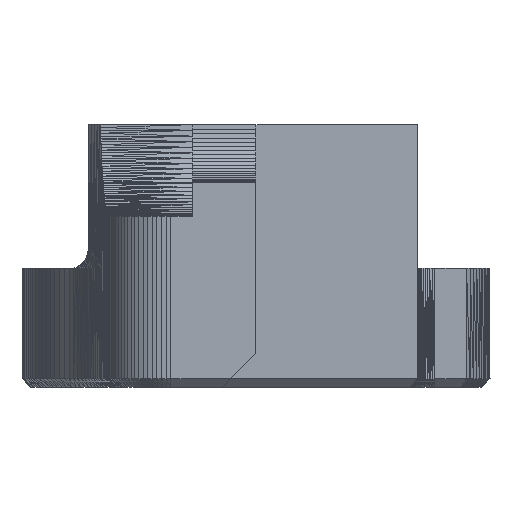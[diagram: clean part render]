
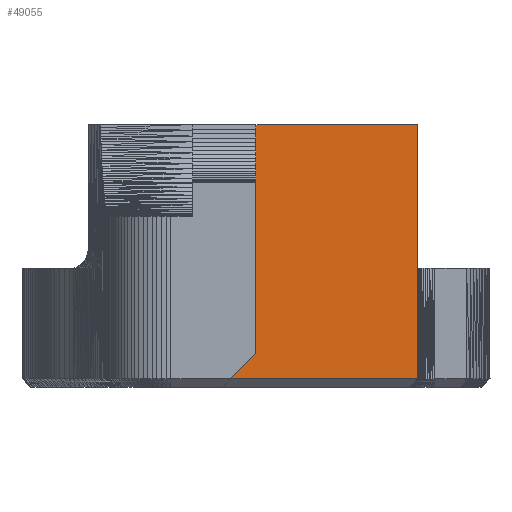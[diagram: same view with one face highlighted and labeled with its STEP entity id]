
A CAD part, left-side view. The second image highlights one B-rep face of the part: STEP entity #49055.
In plain terms, the highlighted planar face has unit normal (-1, 0, 0).
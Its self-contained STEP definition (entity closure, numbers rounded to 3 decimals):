
#44 = PLANE('',#45);
#45 = AXIS2_PLACEMENT_3D('',#46,#47,#48);
#46 = CARTESIAN_POINT('',(108.083,76.354,6.204
    ));
#47 = DIRECTION('',(-0.,-1.,-0.));
#48 = DIRECTION('',(0.,0.,-1.));
#72 = PLANE('',#73);
#73 = AXIS2_PLACEMENT_3D('',#74,#75,#76);
#74 = CARTESIAN_POINT('',(115.72,76.236,
    12.35));
#75 = DIRECTION('',(0.,0.,1.));
#76 = DIRECTION('',(1.,0.,-0.));
#7130 = PLANE('',#7131);
#7131 = AXIS2_PLACEMENT_3D('',#7132,#7133,#7134);
#7132 = CARTESIAN_POINT('',(113.731,73.354,
    0.2));
#7133 = DIRECTION('',(-0.707,0.,-0.707
    ));
#7134 = DIRECTION('',(0.707,0.,-0.707));
#15014 = PLANE('',#15015);
#15015 = AXIS2_PLACEMENT_3D('',#15016,#15017,#15018);
#15016 = CARTESIAN_POINT('',(116.385,68.754,
    6.115));
#15017 = DIRECTION('',(-0.,-1.,-0.));
#15018 = DIRECTION('',(0.,0.,-1.));
#48690 = VERTEX_POINT('',#48691);
#48691 = CARTESIAN_POINT('',(113.531,77.554,
    0.4));
#48728 = PLANE('',#48729);
#48729 = AXIS2_PLACEMENT_3D('',#48730,#48731,#48732);
#48730 = CARTESIAN_POINT('',(107.531,76.954,
    1.));
#48731 = DIRECTION('',(-0.,-0.707,-0.707));
#48732 = DIRECTION('',(0.,-0.707,0.707));
#49007 = EDGE_CURVE('',#48690,#49008,#49010,.T.);
#49008 = VERTEX_POINT('',#49009);
#49009 = CARTESIAN_POINT('',(113.531,76.354,
    1.6));
#49010 = SURFACE_CURVE('',#49011,(#49015,#49022),.PCURVE_S1.);
#49011 = LINE('',#49012,#49013);
#49012 = CARTESIAN_POINT('',(113.531,77.554,
    0.4));
#49013 = VECTOR('',#49014,1.);
#49014 = DIRECTION('',(0.,-0.707,0.707));
#49015 = PCURVE('',#48728,#49016);
#49016 = DEFINITIONAL_REPRESENTATION('',(#49017),#49021);
#49017 = LINE('',#49018,#49019);
#49018 = CARTESIAN_POINT('',(-0.849,-6.));
#49019 = VECTOR('',#49020,1.);
#49020 = DIRECTION('',(1.,0.));
#49021 = ( GEOMETRIC_REPRESENTATION_CONTEXT(2) 
PARAMETRIC_REPRESENTATION_CONTEXT() REPRESENTATION_CONTEXT('2D SPACE',''
  ) );
#49022 = PCURVE('',#49023,#49028);
#49023 = PLANE('',#49024);
#49024 = AXIS2_PLACEMENT_3D('',#49025,#49026,#49027);
#49025 = CARTESIAN_POINT('',(113.531,72.754,
    6.134));
#49026 = DIRECTION('',(-1.,-0.,-0.));
#49027 = DIRECTION('',(0.,0.,-1.));
#49028 = DEFINITIONAL_REPRESENTATION('',(#49029),#49033);
#49029 = LINE('',#49030,#49031);
#49030 = CARTESIAN_POINT('',(5.734,-4.799));
#49031 = VECTOR('',#49032,1.);
#49032 = DIRECTION('',(-0.707,0.707));
#49033 = ( GEOMETRIC_REPRESENTATION_CONTEXT(2) 
PARAMETRIC_REPRESENTATION_CONTEXT() REPRESENTATION_CONTEXT('2D SPACE',''
  ) );
#49055 = ADVANCED_FACE('',(#49056),#49023,.T.);
#49056 = FACE_BOUND('',#49057,.T.);
#49057 = EDGE_LOOP('',(#49058,#49083,#49106,#49127,#49128));
#49058 = ORIENTED_EDGE('',*,*,#49059,.T.);
#49059 = EDGE_CURVE('',#49060,#49062,#49064,.T.);
#49060 = VERTEX_POINT('',#49061);
#49061 = CARTESIAN_POINT('',(113.531,68.754,
    0.4));
#49062 = VERTEX_POINT('',#49063);
#49063 = CARTESIAN_POINT('',(113.531,68.754,
    12.35));
#49064 = SURFACE_CURVE('',#49065,(#49069,#49076),.PCURVE_S1.);
#49065 = LINE('',#49066,#49067);
#49066 = CARTESIAN_POINT('',(113.531,68.754,
    0.4));
#49067 = VECTOR('',#49068,1.);
#49068 = DIRECTION('',(0.,0.,1.));
#49069 = PCURVE('',#49023,#49070);
#49070 = DEFINITIONAL_REPRESENTATION('',(#49071),#49075);
#49071 = LINE('',#49072,#49073);
#49072 = CARTESIAN_POINT('',(5.734,4.001));
#49073 = VECTOR('',#49074,1.);
#49074 = DIRECTION('',(-1.,0.));
#49075 = ( GEOMETRIC_REPRESENTATION_CONTEXT(2) 
PARAMETRIC_REPRESENTATION_CONTEXT() REPRESENTATION_CONTEXT('2D SPACE',''
  ) );
#49076 = PCURVE('',#15014,#49077);
#49077 = DEFINITIONAL_REPRESENTATION('',(#49078),#49082);
#49078 = LINE('',#49079,#49080);
#49079 = CARTESIAN_POINT('',(5.715,-2.854));
#49080 = VECTOR('',#49081,1.);
#49081 = DIRECTION('',(-1.,0.));
#49082 = ( GEOMETRIC_REPRESENTATION_CONTEXT(2) 
PARAMETRIC_REPRESENTATION_CONTEXT() REPRESENTATION_CONTEXT('2D SPACE',''
  ) );
#49083 = ORIENTED_EDGE('',*,*,#49084,.T.);
#49084 = EDGE_CURVE('',#49062,#49085,#49087,.T.);
#49085 = VERTEX_POINT('',#49086);
#49086 = CARTESIAN_POINT('',(113.531,76.354,
    12.35));
#49087 = SURFACE_CURVE('',#49088,(#49092,#49099),.PCURVE_S1.);
#49088 = LINE('',#49089,#49090);
#49089 = CARTESIAN_POINT('',(113.531,68.754,
    12.35));
#49090 = VECTOR('',#49091,1.);
#49091 = DIRECTION('',(0.,1.,0.));
#49092 = PCURVE('',#49023,#49093);
#49093 = DEFINITIONAL_REPRESENTATION('',(#49094),#49098);
#49094 = LINE('',#49095,#49096);
#49095 = CARTESIAN_POINT('',(-6.216,4.001));
#49096 = VECTOR('',#49097,1.);
#49097 = DIRECTION('',(0.,-1.));
#49098 = ( GEOMETRIC_REPRESENTATION_CONTEXT(2) 
PARAMETRIC_REPRESENTATION_CONTEXT() REPRESENTATION_CONTEXT('2D SPACE',''
  ) );
#49099 = PCURVE('',#72,#49100);
#49100 = DEFINITIONAL_REPRESENTATION('',(#49101),#49105);
#49101 = LINE('',#49102,#49103);
#49102 = CARTESIAN_POINT('',(-2.189,-7.483));
#49103 = VECTOR('',#49104,1.);
#49104 = DIRECTION('',(0.,1.));
#49105 = ( GEOMETRIC_REPRESENTATION_CONTEXT(2) 
PARAMETRIC_REPRESENTATION_CONTEXT() REPRESENTATION_CONTEXT('2D SPACE',''
  ) );
#49106 = ORIENTED_EDGE('',*,*,#49107,.T.);
#49107 = EDGE_CURVE('',#49085,#49008,#49108,.T.);
#49108 = SURFACE_CURVE('',#49109,(#49113,#49120),.PCURVE_S1.);
#49109 = LINE('',#49110,#49111);
#49110 = CARTESIAN_POINT('',(113.531,76.354,
    12.35));
#49111 = VECTOR('',#49112,1.);
#49112 = DIRECTION('',(0.,0.,-1.));
#49113 = PCURVE('',#49023,#49114);
#49114 = DEFINITIONAL_REPRESENTATION('',(#49115),#49119);
#49115 = LINE('',#49116,#49117);
#49116 = CARTESIAN_POINT('',(-6.216,-3.599));
#49117 = VECTOR('',#49118,1.);
#49118 = DIRECTION('',(1.,0.));
#49119 = ( GEOMETRIC_REPRESENTATION_CONTEXT(2) 
PARAMETRIC_REPRESENTATION_CONTEXT() REPRESENTATION_CONTEXT('2D SPACE',''
  ) );
#49120 = PCURVE('',#44,#49121);
#49121 = DEFINITIONAL_REPRESENTATION('',(#49122),#49126);
#49122 = LINE('',#49123,#49124);
#49123 = CARTESIAN_POINT('',(-6.146,5.448));
#49124 = VECTOR('',#49125,1.);
#49125 = DIRECTION('',(1.,0.));
#49126 = ( GEOMETRIC_REPRESENTATION_CONTEXT(2) 
PARAMETRIC_REPRESENTATION_CONTEXT() REPRESENTATION_CONTEXT('2D SPACE',''
  ) );
#49127 = ORIENTED_EDGE('',*,*,#49007,.F.);
#49128 = ORIENTED_EDGE('',*,*,#49129,.T.);
#49129 = EDGE_CURVE('',#48690,#49060,#49130,.T.);
#49130 = SURFACE_CURVE('',#49131,(#49135,#49142),.PCURVE_S1.);
#49131 = LINE('',#49132,#49133);
#49132 = CARTESIAN_POINT('',(113.531,77.554,
    0.4));
#49133 = VECTOR('',#49134,1.);
#49134 = DIRECTION('',(0.,-1.,0.));
#49135 = PCURVE('',#49023,#49136);
#49136 = DEFINITIONAL_REPRESENTATION('',(#49137),#49141);
#49137 = LINE('',#49138,#49139);
#49138 = CARTESIAN_POINT('',(5.734,-4.799));
#49139 = VECTOR('',#49140,1.);
#49140 = DIRECTION('',(0.,1.));
#49141 = ( GEOMETRIC_REPRESENTATION_CONTEXT(2) 
PARAMETRIC_REPRESENTATION_CONTEXT() REPRESENTATION_CONTEXT('2D SPACE',''
  ) );
#49142 = PCURVE('',#7130,#49143);
#49143 = DEFINITIONAL_REPRESENTATION('',(#49144),#49148);
#49144 = LINE('',#49145,#49146);
#49145 = CARTESIAN_POINT('',(-0.283,-4.2));
#49146 = VECTOR('',#49147,1.);
#49147 = DIRECTION('',(0.,1.));
#49148 = ( GEOMETRIC_REPRESENTATION_CONTEXT(2) 
PARAMETRIC_REPRESENTATION_CONTEXT() REPRESENTATION_CONTEXT('2D SPACE',''
  ) );
